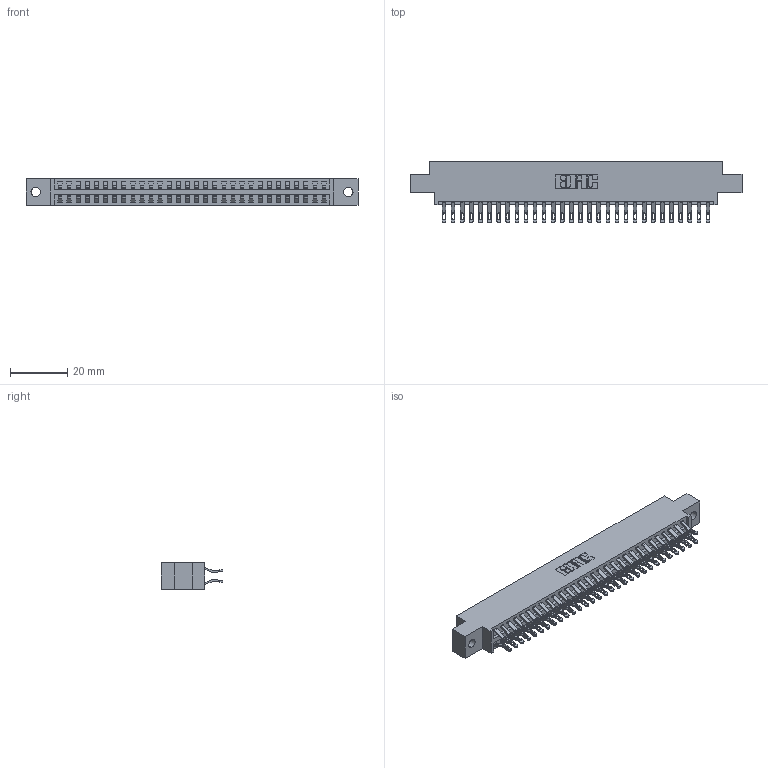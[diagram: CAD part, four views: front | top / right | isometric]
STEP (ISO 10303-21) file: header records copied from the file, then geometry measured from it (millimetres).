
FILE_DESCRIPTION (( 'STEP AP203' ), '1' );
FILE_NAME ('346-060-555-802.STEP', '2022-05-21T11:51:34', ( '' ), ( '' ), 'SwSTEP 2.0', 'SolidWorks 2020', '' );
FILE_SCHEMA (( 'CONFIG_CONTROL_DESIGN' ));
Length unit declared in the file: inch
Products named in the file (3): 346-060-555-802; 346 Part_0.170 Offset - 0.128 Dia; 345-292-001_555 Tail
Assembly tree (61 placements, depth 2):
  346-060-555-802
    346 Part_0.170 Offset - 0.128 Dia
    345-292-001_555 Tail  x60
Bounding box: 115.82 x 21.46 x 9.4 mm (x, y, z)
Volume: 11183.8 mm3; surface area: 15715 mm2
Topology: 61 solids, 61 shells, 3606 faces, 11321 edges, 7546 vertices
Faces by surface type: plane 2060, cylinder 1546
Entity records: 21655 total; most frequent: CARTESIAN_POINT 3622, ORIENTED_EDGE 3526, DIRECTION 3211, EDGE_CURVE 1763, LINE 1491, VECTOR 1491, VERTEX_POINT 1174, AXIS2_PLACEMENT_3D 860
